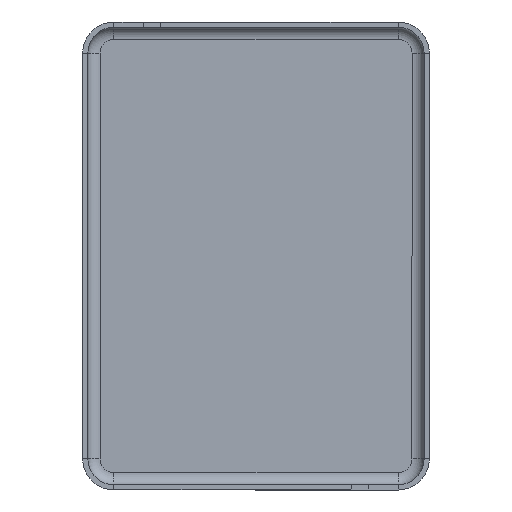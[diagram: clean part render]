
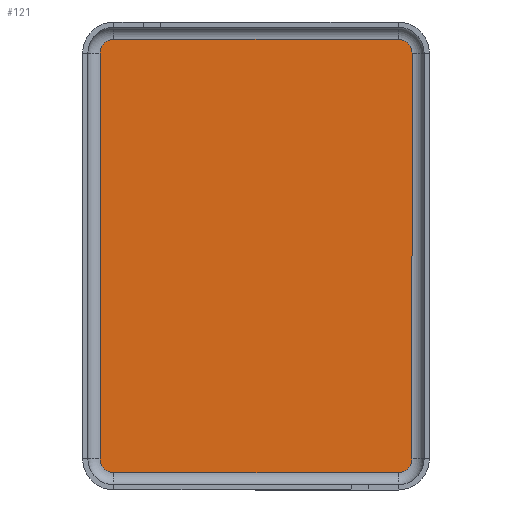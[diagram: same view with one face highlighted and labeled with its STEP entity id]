
A CAD part, front view. The second image highlights one B-rep face of the part: STEP entity #121.
In plain terms, the highlighted planar face has unit normal (0, -1, 0).
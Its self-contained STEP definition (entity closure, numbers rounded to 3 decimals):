
#15 = VECTOR ( 'NONE', #1093, 1000. ) ;
#28 = DIRECTION ( 'NONE',  ( 0., -1., 0. ) ) ;
#31 = ORIENTED_EDGE ( 'NONE', *, *, #49, .F. ) ;
#41 = CARTESIAN_POINT ( 'NONE',  ( 8.2, -0.3, 11.7 ) ) ;
#49 = EDGE_CURVE ( 'NONE', #393, #518, #1283, .T. ) ;
#58 = VECTOR ( 'NONE', #364, 1000. ) ;
#74 = CARTESIAN_POINT ( 'NONE',  ( -8.2, -0.3, 12.5 ) ) ;
#97 = CARTESIAN_POINT ( 'NONE',  ( -8.2, -0.3, 11.7 ) ) ;
#106 = DIRECTION ( 'NONE',  ( 0., 1., 0. ) ) ;
#121 = ADVANCED_FACE ( 'NONE', ( #1075 ), #688, .T. ) ;
#132 = CARTESIAN_POINT ( 'NONE',  ( 8.2, -0.3, -12.5 ) ) ;
#146 = ORIENTED_EDGE ( 'NONE', *, *, #479, .F. ) ;
#172 = CARTESIAN_POINT ( 'NONE',  ( -9., -0.3, -11.7 ) ) ;
#193 = CARTESIAN_POINT ( 'NONE',  ( -8.2, -0.3, 12.5 ) ) ;
#221 = ORIENTED_EDGE ( 'NONE', *, *, #627, .F. ) ;
#239 = EDGE_CURVE ( 'NONE', #518, #815, #304, .T. ) ;
#293 = DIRECTION ( 'NONE',  ( 0., 1., 0. ) ) ;
#302 = LINE ( 'NONE', #193, #15 ) ;
#304 = LINE ( 'NONE', #1250, #58 ) ;
#327 = LINE ( 'NONE', #172, #532 ) ;
#364 = DIRECTION ( 'NONE',  ( 0., 0., -1. ) ) ;
#371 = AXIS2_PLACEMENT_3D ( 'NONE', #1103, #418, #618 ) ;
#393 = VERTEX_POINT ( 'NONE', #415 ) ;
#409 = AXIS2_PLACEMENT_3D ( 'NONE', #97, #106, #1428 ) ;
#415 = CARTESIAN_POINT ( 'NONE',  ( 8.2, -0.3, 12.5 ) ) ;
#418 = DIRECTION ( 'NONE',  ( 0., 1., 0. ) ) ;
#445 = CARTESIAN_POINT ( 'NONE',  ( -8.2, -0.3, -12.5 ) ) ;
#479 = EDGE_CURVE ( 'NONE', #1078, #1380, #1114, .T. ) ;
#498 = CARTESIAN_POINT ( 'NONE',  ( -8.2, -0.3, -11.7 ) ) ;
#518 = VERTEX_POINT ( 'NONE', #859 ) ;
#525 = ORIENTED_EDGE ( 'NONE', *, *, #940, .F. ) ;
#532 = VECTOR ( 'NONE', #952, 1000. ) ;
#563 = EDGE_CURVE ( 'NONE', #1380, #748, #327, .T. ) ;
#573 = VERTEX_POINT ( 'NONE', #132 ) ;
#589 = EDGE_LOOP ( 'NONE', ( #31, #774, #1240, #1376, #146, #525, #221, #649 ) ) ;
#618 = DIRECTION ( 'NONE',  ( 0., 0., 1. ) ) ;
#627 = EDGE_CURVE ( 'NONE', #815, #573, #1038, .T. ) ;
#649 = ORIENTED_EDGE ( 'NONE', *, *, #239, .F. ) ;
#673 = CARTESIAN_POINT ( 'NONE',  ( 8.2, -0.3, 11.7 ) ) ;
#688 = PLANE ( 'NONE',  #1107 ) ;
#742 = DIRECTION ( 'NONE',  ( -1., 0., 0. ) ) ;
#748 = VERTEX_POINT ( 'NONE', #1121 ) ;
#774 = ORIENTED_EDGE ( 'NONE', *, *, #1055, .F. ) ;
#805 = DIRECTION ( 'NONE',  ( 0., 1., 0. ) ) ;
#810 = DIRECTION ( 'NONE',  ( 0., 0., -1. ) ) ;
#815 = VERTEX_POINT ( 'NONE', #1224 ) ;
#836 = DIRECTION ( 'NONE',  ( 0., 0., 1. ) ) ;
#858 = CARTESIAN_POINT ( 'NONE',  ( -9., -0.3, -11.7 ) ) ;
#859 = CARTESIAN_POINT ( 'NONE',  ( 9., -0.3, 11.7 ) ) ;
#878 = CARTESIAN_POINT ( 'NONE',  ( 8.2, -0.3, -12.5 ) ) ;
#886 = VERTEX_POINT ( 'NONE', #74 ) ;
#910 = VECTOR ( 'NONE', #742, 1000. ) ;
#940 = EDGE_CURVE ( 'NONE', #573, #1078, #1015, .T. ) ;
#952 = DIRECTION ( 'NONE',  ( 0., 0., 1. ) ) ;
#1015 = LINE ( 'NONE', #878, #910 ) ;
#1038 = CIRCLE ( 'NONE', #371, 0.8 ) ;
#1055 = EDGE_CURVE ( 'NONE', #886, #393, #302, .T. ) ;
#1075 = FACE_OUTER_BOUND ( 'NONE', #589, .T. ) ;
#1078 = VERTEX_POINT ( 'NONE', #445 ) ;
#1093 = DIRECTION ( 'NONE',  ( 1., 0., 0. ) ) ;
#1103 = CARTESIAN_POINT ( 'NONE',  ( 8.2, -0.3, -11.7 ) ) ;
#1107 = AXIS2_PLACEMENT_3D ( 'NONE', #673, #28, #810 ) ;
#1114 = CIRCLE ( 'NONE', #1386, 0.8 ) ;
#1121 = CARTESIAN_POINT ( 'NONE',  ( -9., -0.3, 11.7 ) ) ;
#1204 = AXIS2_PLACEMENT_3D ( 'NONE', #41, #805, #1354 ) ;
#1224 = CARTESIAN_POINT ( 'NONE',  ( 9., -0.3, -11.7 ) ) ;
#1240 = ORIENTED_EDGE ( 'NONE', *, *, #1280, .F. ) ;
#1250 = CARTESIAN_POINT ( 'NONE',  ( 9., -0.3, 11.7 ) ) ;
#1266 = CIRCLE ( 'NONE', #409, 0.8 ) ;
#1280 = EDGE_CURVE ( 'NONE', #748, #886, #1266, .T. ) ;
#1283 = CIRCLE ( 'NONE', #1204, 0.8 ) ;
#1354 = DIRECTION ( 'NONE',  ( 0., 0., 1. ) ) ;
#1376 = ORIENTED_EDGE ( 'NONE', *, *, #563, .F. ) ;
#1380 = VERTEX_POINT ( 'NONE', #858 ) ;
#1386 = AXIS2_PLACEMENT_3D ( 'NONE', #498, #293, #836 ) ;
#1428 = DIRECTION ( 'NONE',  ( 0., 0., 1. ) ) ;
